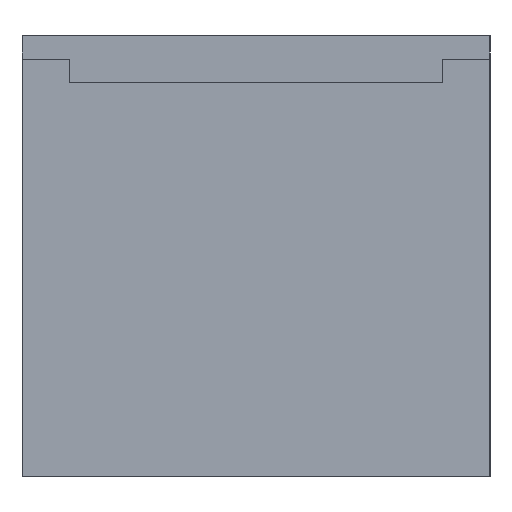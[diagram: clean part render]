
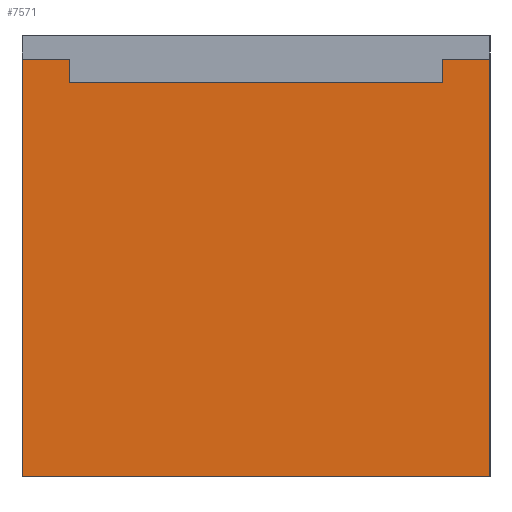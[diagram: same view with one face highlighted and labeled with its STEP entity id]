
A CAD part, left-side view. The second image highlights one B-rep face of the part: STEP entity #7571.
In plain terms, the highlighted planar face has unit normal (-1, 0, 0).
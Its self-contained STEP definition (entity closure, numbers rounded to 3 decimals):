
#978=FACE_OUTER_BOUND('',#1432,.T.);
#1432=EDGE_LOOP('',(#5236,#5237,#5238,#5239,#5240,#5241,#5242,#5243));
#1867=LINE('',#11155,#2533);
#1869=LINE('',#11159,#2535);
#1876=LINE('',#11172,#2542);
#1882=LINE('',#11184,#2548);
#1884=LINE('',#11188,#2550);
#1963=LINE('',#11371,#2629);
#1964=LINE('',#11373,#2630);
#1965=LINE('',#11374,#2631);
#2533=VECTOR('',#8915,10.);
#2535=VECTOR('',#8919,10.);
#2542=VECTOR('',#8930,10.);
#2548=VECTOR('',#8940,10.);
#2550=VECTOR('',#8944,10.);
#2629=VECTOR('',#9113,10.);
#2630=VECTOR('',#9114,10.);
#2631=VECTOR('',#9115,10.);
#3198=VERTEX_POINT('',#11152);
#3199=VERTEX_POINT('',#11154);
#3200=VERTEX_POINT('',#11158);
#3204=VERTEX_POINT('',#11170);
#3208=VERTEX_POINT('',#11182);
#3209=VERTEX_POINT('',#11186);
#3268=VERTEX_POINT('',#11370);
#3269=VERTEX_POINT('',#11372);
#3939=EDGE_CURVE('',#3198,#3199,#1867,.T.);
#3941=EDGE_CURVE('',#3199,#3200,#1869,.T.);
#3948=EDGE_CURVE('',#3204,#3198,#1876,.T.);
#3954=EDGE_CURVE('',#3204,#3208,#1882,.T.);
#3956=EDGE_CURVE('',#3209,#3208,#1884,.T.);
#4045=EDGE_CURVE('',#3268,#3209,#1963,.T.);
#4046=EDGE_CURVE('',#3269,#3268,#1964,.T.);
#4047=EDGE_CURVE('',#3200,#3269,#1965,.T.);
#5236=ORIENTED_EDGE('',*,*,#4045,.F.);
#5237=ORIENTED_EDGE('',*,*,#4046,.F.);
#5238=ORIENTED_EDGE('',*,*,#4047,.F.);
#5239=ORIENTED_EDGE('',*,*,#3941,.F.);
#5240=ORIENTED_EDGE('',*,*,#3939,.F.);
#5241=ORIENTED_EDGE('',*,*,#3948,.F.);
#5242=ORIENTED_EDGE('',*,*,#3954,.T.);
#5243=ORIENTED_EDGE('',*,*,#3956,.F.);
#7350=PLANE('',#8164);
#7571=ADVANCED_FACE('',(#978),#7350,.T.);
#8164=AXIS2_PLACEMENT_3D('',#11369,#9111,#9112);
#8915=DIRECTION('',(0.,0.,1.));
#8919=DIRECTION('',(0.,-1.,0.));
#8930=DIRECTION('',(0.,-1.,0.));
#8940=DIRECTION('',(0.,0.,1.));
#8944=DIRECTION('',(0.,-1.,0.));
#9111=DIRECTION('center_axis',(-1.,0.,0.));
#9112=DIRECTION('ref_axis',(0.,1.,0.));
#9113=DIRECTION('',(0.,0.,1.));
#9114=DIRECTION('',(0.,1.,0.));
#9115=DIRECTION('',(0.,0.,-1.));
#11152=CARTESIAN_POINT('',(17.09,55.38,21.965));
#11154=CARTESIAN_POINT('',(17.09,55.38,23.965));
#11155=CARTESIAN_POINT('',(17.09,55.38,21.965));
#11158=CARTESIAN_POINT('',(17.09,51.38,23.965));
#11159=CARTESIAN_POINT('',(17.09,55.38,23.965));
#11170=CARTESIAN_POINT('',(17.09,87.114,21.965));
#11172=CARTESIAN_POINT('',(17.09,91.114,21.965));
#11182=CARTESIAN_POINT('',(17.09,87.114,23.965));
#11184=CARTESIAN_POINT('',(17.09,87.114,21.965));
#11186=CARTESIAN_POINT('',(17.09,91.114,23.965));
#11188=CARTESIAN_POINT('',(17.09,87.114,23.965));
#11369=CARTESIAN_POINT('Origin',(17.09,51.38,-7.46));
#11370=CARTESIAN_POINT('',(17.09,91.114,-11.46));
#11371=CARTESIAN_POINT('',(17.09,91.114,-7.46));
#11372=CARTESIAN_POINT('',(17.09,51.38,-11.46));
#11373=CARTESIAN_POINT('',(17.09,91.114,-11.46));
#11374=CARTESIAN_POINT('',(17.09,51.38,-7.46));
